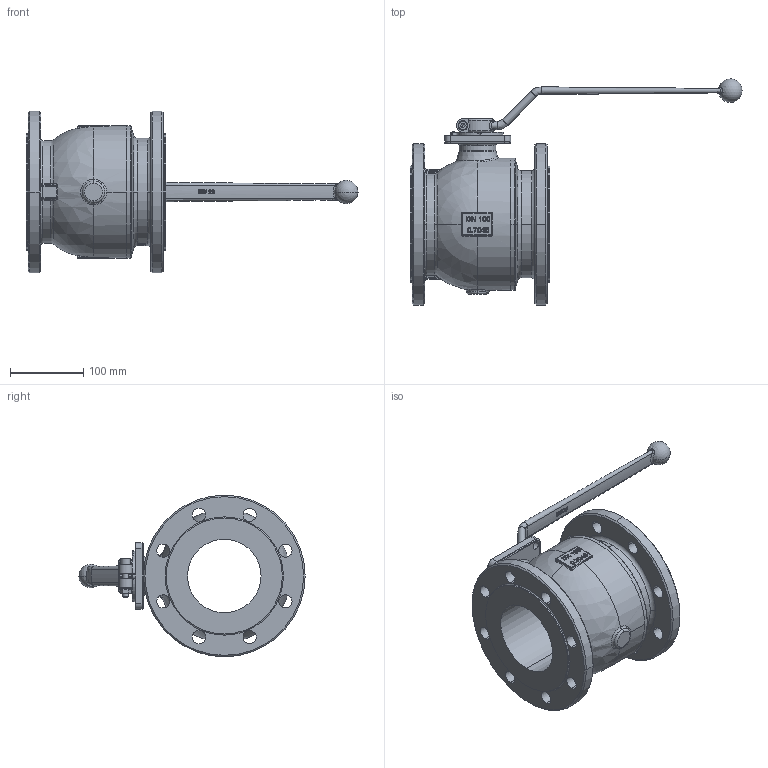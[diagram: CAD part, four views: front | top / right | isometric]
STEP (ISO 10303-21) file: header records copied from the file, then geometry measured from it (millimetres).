
FILE_DESCRIPTION(('STEP AP214'),'1');
FILE_NAME('valve_ksl75-100-16-b.stp','2017-09-28T11:39:24',('TraceParts'),('TraceParts S.A.'),'Spatial InterOp 3D',' ',' ');
FILE_SCHEMA(('automotive_design'));
Length unit declared in the file: millimetre
Products named in the file (9): valve_ksl75-100-16-b_1; valve_ksl75-100-16-b_2; valve_ksl75-100-16-b_3; valve_ksl75-100-16-b_4; valve_ksl75-100-16-b_5; valve_ksl75-100-16-b_6; valve_ksl75-100-16-b_7; valve_ksl75-100-16-b_8; valve_ksl75-100-16-b_9
Bounding box: 452 x 308 x 220 mm (x, y, z)
Volume: 3701443.3 mm3; surface area: 406718.8 mm2
Topology: 9 solids, 9 shells, 820 faces, 2136 edges, 1364 vertices
Faces by surface type: cylinder 232, plane 227, bspline 198, torus 86, cone 57, sphere 20
Entity records: 42064 total; most frequent: CARTESIAN_POINT 16040, ORIENTED_EDGE 4236, DIRECTION 3729, EDGE_CURVE 2118, AXIS2_PLACEMENT_3D 1468, VERTEX_POINT 1364, EDGE_LOOP 922, STYLED_ITEM 829
